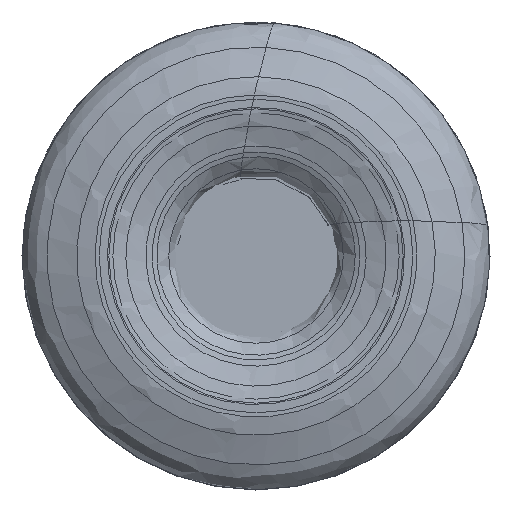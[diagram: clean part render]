
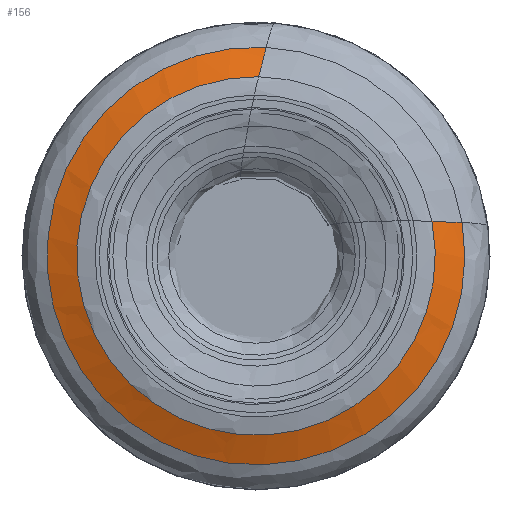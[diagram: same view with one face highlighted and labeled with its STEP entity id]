
A CAD part, left-side view. The second image highlights one B-rep face of the part: STEP entity #156.
In plain terms, the highlighted free-form (B-spline) face has degree [3, 3] with [4, 7] control points.
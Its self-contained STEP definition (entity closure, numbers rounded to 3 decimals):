
#156=ADVANCED_FACE('',(#273),#224,.F.);
#224=(
BOUNDED_SURFACE()
B_SPLINE_SURFACE(3,3,((#2029,#2030,#2031,#2032,#2033,#2034,#2035),(#2036,
#2037,#2038,#2039,#2040,#2041,#2042),(#2043,#2044,#2045,#2046,#2047,#2048,
#2049),(#2050,#2051,#2052,#2053,#2054,#2055,#2056)),.UNSPECIFIED.,.F.,.F.,
 .F.)
B_SPLINE_SURFACE_WITH_KNOTS((4,4),(4,3,4),(0.,1.),(0.,0.5,1.),
 .UNSPECIFIED.)
GEOMETRIC_REPRESENTATION_ITEM()
RATIONAL_B_SPLINE_SURFACE(((1.,0.556,0.556,1.,0.556,
0.556,1.),(0.998,0.555,0.555,
0.998,0.555,0.555,0.998),
(0.998,0.555,0.555,0.998,
0.555,0.555,0.998),(1.,0.556,
0.556,1.,0.556,0.556,1.)))
REPRESENTATION_ITEM('')
SURFACE()
);
#273=FACE_OUTER_BOUND('',#325,.T.);
#325=EDGE_LOOP('',(#486,#487,#488,#489));
#486=ORIENTED_EDGE('',*,*,#765,.F.);
#487=ORIENTED_EDGE('',*,*,#695,.F.);
#488=ORIENTED_EDGE('',*,*,#766,.F.);
#489=ORIENTED_EDGE('',*,*,#762,.T.);
#623=VERTEX_POINT('',#1313);
#624=VERTEX_POINT('',#1315);
#670=VERTEX_POINT('',#1995);
#671=VERTEX_POINT('',#1996);
#695=EDGE_CURVE('',#624,#623,#813,.T.);
#762=EDGE_CURVE('',#670,#671,#868,.T.);
#765=EDGE_CURVE('',#623,#671,#871,.T.);
#766=EDGE_CURVE('',#670,#624,#872,.T.);
#813=CIRCLE('',#920,8.926);
#868=CIRCLE('',#976,7.663);
#871=CIRCLE('',#979,8.468);
#872=CIRCLE('',#980,8.468);
#920=AXIS2_PLACEMENT_3D('',#1336,#1054,#1055);
#976=AXIS2_PLACEMENT_3D('',#1994,#1178,#1179);
#979=AXIS2_PLACEMENT_3D('',#2027,#1184,#1185);
#980=AXIS2_PLACEMENT_3D('',#2028,#1186,#1187);
#1054=DIRECTION('',(1.,0.,0.));
#1055=DIRECTION('',(0.,-0.987,0.16));
#1178=DIRECTION('',(1.,0.,0.));
#1179=DIRECTION('',(0.,-0.981,0.193));
#1184=DIRECTION('',(0.105,0.973,0.207));
#1185=DIRECTION('',(0.995,-0.102,-0.022));
#1186=DIRECTION('',(-0.105,0.,-0.995));
#1187=DIRECTION('',(0.995,0.,-0.105));
#1313=CARTESIAN_POINT('',(0.676,-0.435,8.915));
#1315=CARTESIAN_POINT('',(0.676,-8.811,1.429));
#1336=CARTESIAN_POINT('',(0.676,0.,0.));
#1994=CARTESIAN_POINT('',(0.183,0.,0.));
#1995=CARTESIAN_POINT('',(0.183,-7.519,1.481));
#1996=CARTESIAN_POINT('',(0.183,-0.115,7.662));
#2027=CARTESIAN_POINT('',(-7.408,-0.097,11.414));
#2028=CARTESIAN_POINT('',(-7.408,-11.184,2.279));
#2029=CARTESIAN_POINT('',(0.183,-7.519,1.481));
#2030=CARTESIAN_POINT('',(0.183,-9.193,-7.019));
#2031=CARTESIAN_POINT('',(0.183,-1.739,-11.435));
#2032=CARTESIAN_POINT('',(0.183,4.911,-5.882));
#2033=CARTESIAN_POINT('',(0.183,11.562,-0.329));
#2034=CARTESIAN_POINT('',(0.183,8.547,7.793));
#2035=CARTESIAN_POINT('',(0.183,-0.115,7.662));
#2036=CARTESIAN_POINT('',(0.382,-7.935,1.46));
#2037=CARTESIAN_POINT('',(0.382,-9.586,-7.511));
#2038=CARTESIAN_POINT('',(0.382,-1.68,-12.062));
#2039=CARTESIAN_POINT('',(0.382,5.248,-6.128));
#2040=CARTESIAN_POINT('',(0.382,12.177,-0.194));
#2041=CARTESIAN_POINT('',(0.382,8.896,8.317));
#2042=CARTESIAN_POINT('',(0.382,-0.223,8.065));
#2043=CARTESIAN_POINT('',(0.547,-8.367,1.443));
#2044=CARTESIAN_POINT('',(0.547,-9.998,-8.017));
#2045=CARTESIAN_POINT('',(0.547,-1.625,-12.712));
#2046=CARTESIAN_POINT('',(0.547,5.595,-6.386));
#2047=CARTESIAN_POINT('',(0.547,12.815,-0.061));
#2048=CARTESIAN_POINT('',(0.547,9.262,8.856));
#2049=CARTESIAN_POINT('',(0.547,-0.329,8.484));
#2050=CARTESIAN_POINT('',(0.676,-8.811,1.429));
#2051=CARTESIAN_POINT('',(0.676,-10.426,-8.532));
#2052=CARTESIAN_POINT('',(0.676,-1.576,-13.38));
#2053=CARTESIAN_POINT('',(0.676,5.948,-6.655));
#2054=CARTESIAN_POINT('',(0.676,13.472,0.07));
#2055=CARTESIAN_POINT('',(0.676,9.644,9.407));
#2056=CARTESIAN_POINT('',(0.676,-0.435,8.915));
